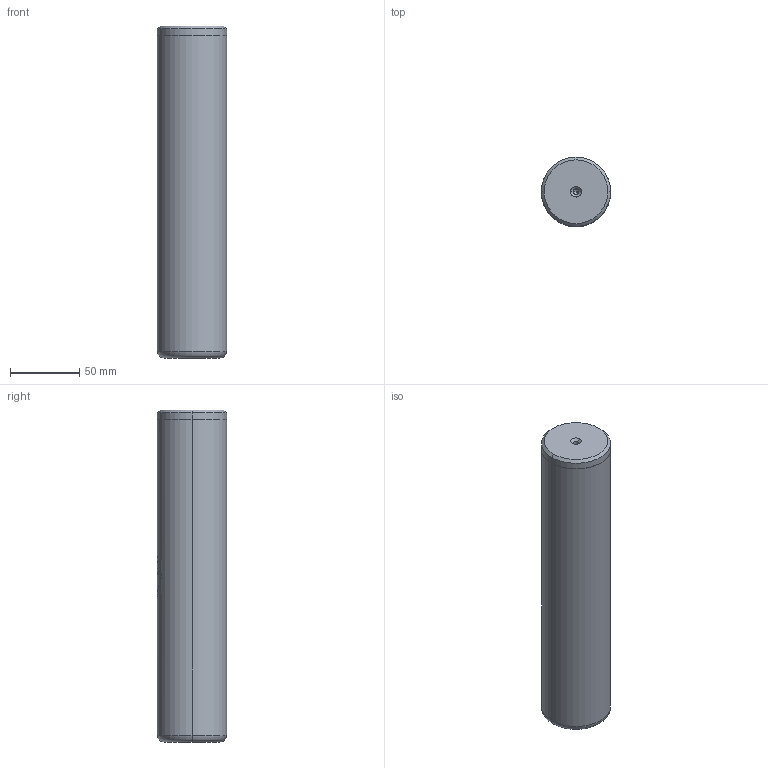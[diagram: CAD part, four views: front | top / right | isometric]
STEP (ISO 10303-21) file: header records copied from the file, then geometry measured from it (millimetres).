
FILE_DESCRIPTION (( 'STEP AP214' ), '1' );
FILE_NAME ('DSPM-D50-L240.STEP', '2021-08-24T02:15:44', ( '' ), ( '' ), 'SwSTEP 2.0', 'SolidWorks 2016', '' );
FILE_SCHEMA (( 'AUTOMOTIVE_DESIGN' ));
Length unit declared in the file: millimetre
Products named in the file (2): DSPM-D50-L240
Bounding box: 50.03 x 50.03 x 240 mm (x, y, z)
Volume: 458725.3 mm3; surface area: 44382.2 mm2
Topology: 1 solids, 1 shells, 30 faces, 72 edges, 46 vertices
Faces by surface type: cylinder 12, cone 10, torus 4, plane 4
Entity records: 1236 total; most frequent: CARTESIAN_POINT 463, DIRECTION 160, ORIENTED_EDGE 136, AXIS2_PLACEMENT_3D 68, EDGE_CURVE 68, VERTEX_POINT 46, EDGE_LOOP 36, CIRCLE 36
